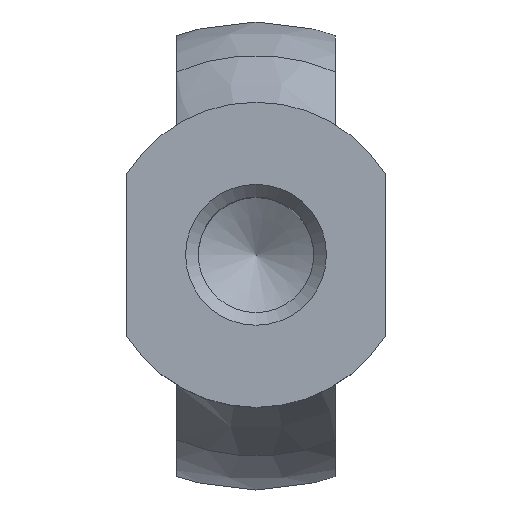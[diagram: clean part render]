
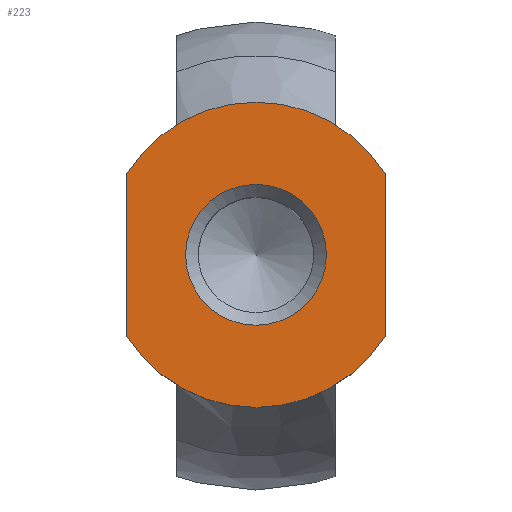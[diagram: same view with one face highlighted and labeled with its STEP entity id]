
A CAD part, top view. The second image highlights one B-rep face of the part: STEP entity #223.
In plain terms, the highlighted planar face has unit normal (0, 0, 1).
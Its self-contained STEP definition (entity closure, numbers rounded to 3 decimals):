
#147=CARTESIAN_POINT('',(5.5,3.464,0.0));
#148=VERTEX_POINT('',#147);
#155=CARTESIAN_POINT('',(5.5,-3.464,0.0));
#156=VERTEX_POINT('',#155);
#157=CARTESIAN_POINT('',(5.5,3.464,0.));
#158=DIRECTION('',(0.0,-1.0,0.0));
#159=VECTOR('',#158,6.928);
#160=LINE('',#157,#159);
#161=EDGE_CURVE('',#148,#156,#160,.T.);
#180=CARTESIAN_POINT('',(6.5,0.0,0.0));
#181=DIRECTION('',(0.0,0.0,-1.0));
#182=DIRECTION('',(-1.0,0.0,0.0));
#183=AXIS2_PLACEMENT_3D('',#180,#181,#182);
#184=PLANE('',#183);
#185=CARTESIAN_POINT('',(-5.5,3.464,0.0));
#186=VERTEX_POINT('',#185);
#187=CARTESIAN_POINT('',(-5.5,-3.464,0.0));
#188=VERTEX_POINT('',#187);
#189=CARTESIAN_POINT('',(-5.5,3.464,0.0));
#190=DIRECTION('',(0.0,-1.0,0.0));
#191=VECTOR('',#190,6.928);
#192=LINE('',#189,#191);
#193=EDGE_CURVE('',#186,#188,#192,.T.);
#194=ORIENTED_EDGE('',*,*,#193,.T.);
#195=CARTESIAN_POINT('',(0.0,0.0,0.0));
#196=DIRECTION('',(0.0,0.0,1.0));
#197=DIRECTION('',(1.0,0.0,0.0));
#198=AXIS2_PLACEMENT_3D('',#195,#196,#197);
#199=CIRCLE('',#198,6.5);
#200=EDGE_CURVE('',#188,#156,#199,.T.);
#201=ORIENTED_EDGE('',*,*,#200,.T.);
#202=ORIENTED_EDGE('',*,*,#161,.F.);
#203=CARTESIAN_POINT('',(0.0,0.0,0.0));
#204=DIRECTION('',(0.0,0.0,1.0));
#205=DIRECTION('',(1.0,0.0,0.0));
#206=AXIS2_PLACEMENT_3D('',#203,#204,#205);
#207=CIRCLE('',#206,6.5);
#208=EDGE_CURVE('',#148,#186,#207,.T.);
#209=ORIENTED_EDGE('',*,*,#208,.T.);
#210=EDGE_LOOP('',(#194,#201,#202,#209));
#211=FACE_OUTER_BOUND('',#210,.T.);
#212=CARTESIAN_POINT('',(-3.0,0.0,0.0));
#213=VERTEX_POINT('',#212);
#214=CARTESIAN_POINT('',(0.0,0.0,0.0));
#215=DIRECTION('',(0.0,0.0,-1.0));
#216=DIRECTION('',(-1.0,0.0,0.0));
#217=AXIS2_PLACEMENT_3D('',#214,#215,#216);
#218=CIRCLE('',#217,3.0);
#219=EDGE_CURVE('',#213,#213,#218,.F.);
#220=ORIENTED_EDGE('',*,*,#219,.F.);
#221=EDGE_LOOP('',(#220));
#222=FACE_BOUND('',#221,.T.);
#223=ADVANCED_FACE('',(#211,#222),#184,.F.);
